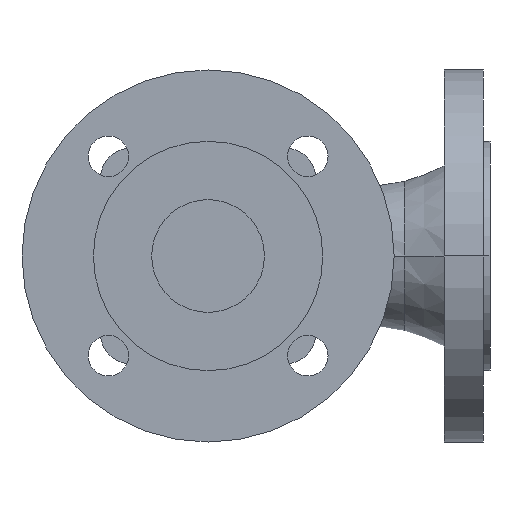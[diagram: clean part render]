
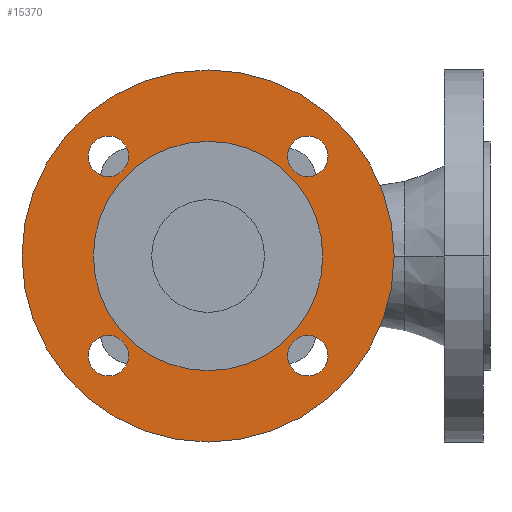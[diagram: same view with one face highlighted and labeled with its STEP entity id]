
A CAD part, front view. The second image highlights one B-rep face of the part: STEP entity #15370.
In plain terms, the highlighted planar face has unit normal (0, -1, 0).
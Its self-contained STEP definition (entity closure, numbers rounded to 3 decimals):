
#2140=CARTESIAN_POINT('',(50.85,3.,0.));
#2150=VERTEX_POINT('',#2140);
#2180=CARTESIAN_POINT('',(0.,3.,0.));
#2190=DIRECTION('',(0.,-1.,-0.));
#2200=DIRECTION('',(-1.,0.,0.));
#2210=AXIS2_PLACEMENT_3D('',#2180,#2190,#2200);
#2220=CIRCLE('',#2210,50.85);
#2230=CARTESIAN_POINT('',(-50.85,3.,0.));
#2240=VERTEX_POINT('',#2230);
#2250=EDGE_CURVE('',#2240,#2150,#2220,.T.);
#2540=CARTESIAN_POINT('',(-82.5,3.,0.));
#2550=VERTEX_POINT('',#2540);
#2730=CARTESIAN_POINT('',(82.5,3.,0.));
#2740=VERTEX_POINT('',#2730);
#2770=CARTESIAN_POINT('',(0.,3.,0.));
#2780=DIRECTION('',(0.,-1.,-0.));
#2790=DIRECTION('',(-1.,0.,0.));
#2800=AXIS2_PLACEMENT_3D('',#2770,#2780,#2790);
#2810=CIRCLE('',#2800,82.5);
#2820=EDGE_CURVE('',#2740,#2550,#2810,.T.);
#11360=CARTESIAN_POINT('',(53.194,3.,-44.194));
#11370=VERTEX_POINT('',#11360);
#11530=CARTESIAN_POINT('',(35.194,3.,-44.194));
#11540=VERTEX_POINT('',#11530);
#11570=CARTESIAN_POINT('',(44.194,3.,-44.194));
#11580=DIRECTION('',(-0.,1.,0.));
#11590=DIRECTION('',(1.,0.,0.));
#11600=AXIS2_PLACEMENT_3D('',#11570,#11580,#11590);
#11610=CIRCLE('',#11600,9.);
#11620=EDGE_CURVE('',#11540,#11370,#11610,.T.);
#11780=CARTESIAN_POINT('',(53.194,3.,44.194));
#11790=VERTEX_POINT('',#11780);
#11950=CARTESIAN_POINT('',(35.194,3.,44.194));
#11960=VERTEX_POINT('',#11950);
#11990=CARTESIAN_POINT('',(44.194,3.,44.194));
#12000=DIRECTION('',(-0.,1.,0.));
#12010=DIRECTION('',(1.,0.,0.));
#12020=AXIS2_PLACEMENT_3D('',#11990,#12000,#12010);
#12030=CIRCLE('',#12020,9.);
#12040=EDGE_CURVE('',#11960,#11790,#12030,.T.);
#12200=CARTESIAN_POINT('',(-53.194,3.,44.194));
#12210=VERTEX_POINT('',#12200);
#12240=CARTESIAN_POINT('',(-44.194,3.,44.194));
#12250=DIRECTION('',(-0.,1.,0.));
#12260=DIRECTION('',(1.,0.,0.));
#12270=AXIS2_PLACEMENT_3D('',#12240,#12250,#12260);
#12280=CIRCLE('',#12270,9.);
#12290=CARTESIAN_POINT('',(-35.194,3.,44.194));
#12300=VERTEX_POINT('',#12290);
#12310=EDGE_CURVE('',#12210,#12300,#12280,.T.);
#12620=CARTESIAN_POINT('',(-35.194,3.,-44.194));
#12630=VERTEX_POINT('',#12620);
#12790=CARTESIAN_POINT('',(-53.194,3.,-44.194));
#12800=VERTEX_POINT('',#12790);
#12830=CARTESIAN_POINT('',(-44.194,3.,-44.194));
#12840=DIRECTION('',(-0.,1.,0.));
#12850=DIRECTION('',(1.,0.,0.));
#12860=AXIS2_PLACEMENT_3D('',#12830,#12840,#12850);
#12870=CIRCLE('',#12860,9.);
#12880=EDGE_CURVE('',#12800,#12630,#12870,.T.);
#15020=CARTESIAN_POINT('',(-66.675,3.,0.));
#15030=DIRECTION('',(0.,-1.,-0.));
#15040=DIRECTION('',(-1.,0.,0.));
#15050=AXIS2_PLACEMENT_3D('',#15020,#15030,#15040);
#15060=PLANE('',#15050);
#15070=EDGE_CURVE('',#12630,#12800,#12870,.T.);
#15080=ORIENTED_EDGE('',*,*,#15070,.T.);
#15090=ORIENTED_EDGE('',*,*,#12880,.T.);
#15100=EDGE_LOOP('',(#15090,#15080));
#15110=FACE_BOUND('',#15100,.T.);
#15120=EDGE_CURVE('',#12300,#12210,#12280,.T.);
#15130=ORIENTED_EDGE('',*,*,#15120,.T.);
#15140=ORIENTED_EDGE('',*,*,#12310,.T.);
#15150=EDGE_LOOP('',(#15140,#15130));
#15160=FACE_BOUND('',#15150,.T.);
#15170=EDGE_CURVE('',#11790,#11960,#12030,.T.);
#15180=ORIENTED_EDGE('',*,*,#15170,.T.);
#15190=ORIENTED_EDGE('',*,*,#12040,.T.);
#15200=EDGE_LOOP('',(#15190,#15180));
#15210=FACE_BOUND('',#15200,.T.);
#15220=EDGE_CURVE('',#11370,#11540,#11610,.T.);
#15230=ORIENTED_EDGE('',*,*,#15220,.T.);
#15240=ORIENTED_EDGE('',*,*,#11620,.T.);
#15250=EDGE_LOOP('',(#15240,#15230));
#15260=FACE_BOUND('',#15250,.T.);
#15270=ORIENTED_EDGE('',*,*,#2250,.F.);
#15280=EDGE_CURVE('',#2150,#2240,#2220,.T.);
#15290=ORIENTED_EDGE('',*,*,#15280,.F.);
#15300=EDGE_LOOP('',(#15290,#15270));
#15310=FACE_BOUND('',#15300,.T.);
#15320=EDGE_CURVE('',#2550,#2740,#2810,.T.);
#15330=ORIENTED_EDGE('',*,*,#15320,.T.);
#15340=ORIENTED_EDGE('',*,*,#2820,.T.);
#15350=EDGE_LOOP('',(#15340,#15330));
#15360=FACE_OUTER_BOUND('',#15350,.T.);
#15370=ADVANCED_FACE('',(#15110,#15160,#15210,#15260,#15310,#15360),
#15060,.T.);
